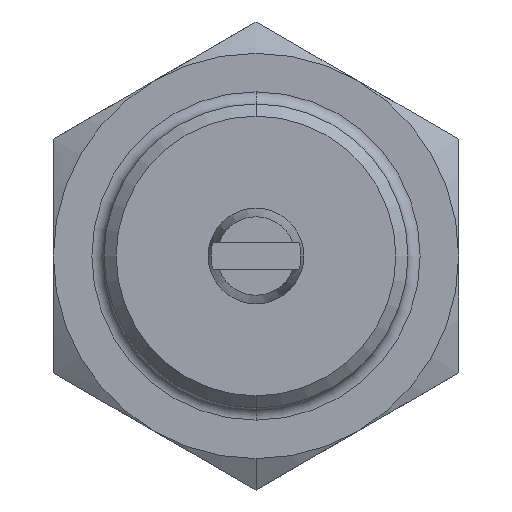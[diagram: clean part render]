
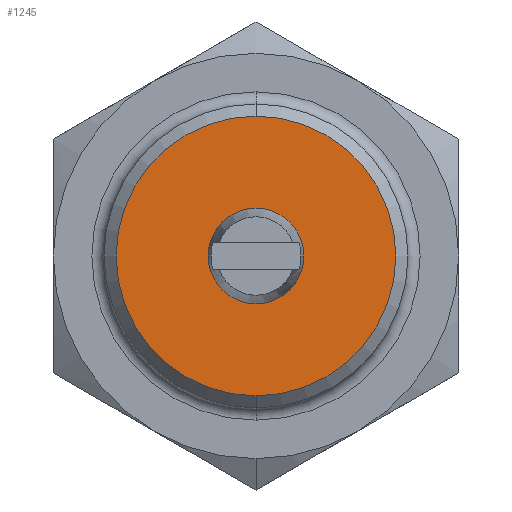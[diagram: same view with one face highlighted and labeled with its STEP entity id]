
A CAD part, left-side view. The second image highlights one B-rep face of the part: STEP entity #1245.
In plain terms, the highlighted planar face has unit normal (-1, 0, 0).
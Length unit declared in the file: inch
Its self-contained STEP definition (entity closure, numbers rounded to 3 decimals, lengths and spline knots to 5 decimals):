
#24 = CARTESIAN_POINT ( 'NONE',  ( 0., -0.25, -0.46118 ) ) ;
#34 = EDGE_CURVE ( 'NONE', #1799, #1475, #2107, .T. ) ;
#52 = EDGE_CURVE ( 'NONE', #1475, #1799, #948, .T. ) ;
#138 = CARTESIAN_POINT ( 'NONE',  ( 0., -0.25, -0.28868 ) ) ;
#143 = ORIENTED_EDGE ( 'NONE', *, *, #1425, .T. ) ;
#145 = AXIS2_PLACEMENT_3D ( 'NONE', #2099, #164, #916 ) ;
#164 = DIRECTION ( 'NONE',  ( -1., 0., 0. ) ) ;
#183 = DIRECTION ( 'NONE',  ( 0., -1., 0. ) ) ;
#190 = CARTESIAN_POINT ( 'NONE',  ( 0., -0.25, -0.28868 ) ) ;
#199 = DIRECTION ( 'NONE',  ( -1., 0., 0. ) ) ;
#205 = EDGE_LOOP ( 'NONE', ( #1148, #237 ) ) ;
#237 = ORIENTED_EDGE ( 'NONE', *, *, #52, .F. ) ;
#261 = VERTEX_POINT ( 'NONE', #24 ) ;
#271 = CIRCLE ( 'NONE', #1989, 0.1725 ) ;
#448 = VERTEX_POINT ( 'NONE', #2132 ) ;
#500 = ORIENTED_EDGE ( 'NONE', *, *, #1547, .T. ) ;
#740 = CARTESIAN_POINT ( 'NONE',  ( 0., -0.191, -0.28868 ) ) ;
#916 = DIRECTION ( 'NONE',  ( 0., 0., 1. ) ) ;
#937 = DIRECTION ( 'NONE',  ( -1., 0., 0. ) ) ;
#948 = CIRCLE ( 'NONE', #2048, 0.059 ) ;
#1070 = DIRECTION ( 'NONE',  ( 0., 0., 1. ) ) ;
#1092 = PLANE ( 'NONE',  #1136 ) ;
#1136 = AXIS2_PLACEMENT_3D ( 'NONE', #2503, #2273, #1070 ) ;
#1148 = ORIENTED_EDGE ( 'NONE', *, *, #34, .F. ) ;
#1159 = AXIS2_PLACEMENT_3D ( 'NONE', #1533, #937, #183 ) ;
#1245 = ADVANCED_FACE ( 'NONE', ( #1887, #1956 ), #1092, .T. ) ;
#1294 = DIRECTION ( 'NONE',  ( 0., -1., 0. ) ) ;
#1425 = EDGE_CURVE ( 'NONE', #261, #448, #2545, .T. ) ;
#1475 = VERTEX_POINT ( 'NONE', #740 ) ;
#1533 = CARTESIAN_POINT ( 'NONE',  ( 0., -0.25, -0.28868 ) ) ;
#1547 = EDGE_CURVE ( 'NONE', #448, #261, #271, .T. ) ;
#1708 = DIRECTION ( 'NONE',  ( -1., 0., 0. ) ) ;
#1799 = VERTEX_POINT ( 'NONE', #2227 ) ;
#1872 = EDGE_LOOP ( 'NONE', ( #143, #500 ) ) ;
#1887 = FACE_BOUND ( 'NONE', #205, .T. ) ;
#1956 = FACE_OUTER_BOUND ( 'NONE', #1872, .T. ) ;
#1989 = AXIS2_PLACEMENT_3D ( 'NONE', #190, #199, #2577 ) ;
#2048 = AXIS2_PLACEMENT_3D ( 'NONE', #138, #1708, #1294 ) ;
#2099 = CARTESIAN_POINT ( 'NONE',  ( 0., -0.25, -0.28868 ) ) ;
#2107 = CIRCLE ( 'NONE', #1159, 0.059 ) ;
#2132 = CARTESIAN_POINT ( 'NONE',  ( 0., -0.25, -0.11618 ) ) ;
#2227 = CARTESIAN_POINT ( 'NONE',  ( 0., -0.309, -0.28868 ) ) ;
#2273 = DIRECTION ( 'NONE',  ( -1., 0., 0. ) ) ;
#2503 = CARTESIAN_POINT ( 'NONE',  ( 0., -0.75, -0.28868 ) ) ;
#2545 = CIRCLE ( 'NONE', #145, 0.1725 ) ;
#2577 = DIRECTION ( 'NONE',  ( 0., 0., 1. ) ) ;
